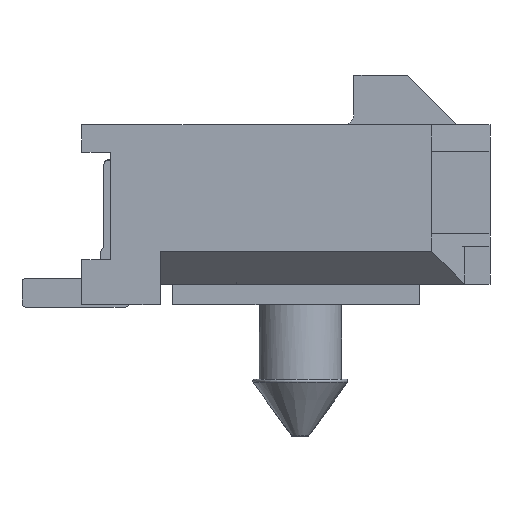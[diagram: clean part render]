
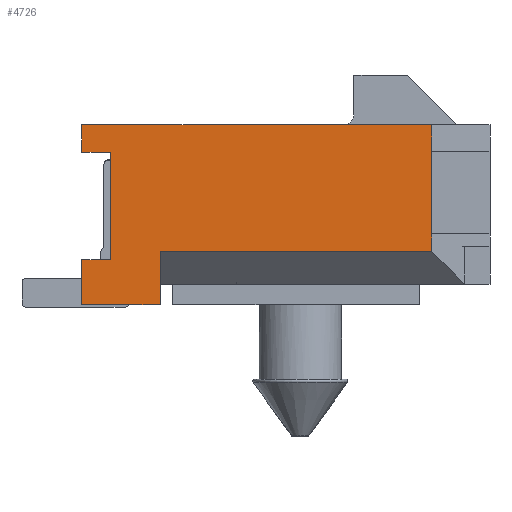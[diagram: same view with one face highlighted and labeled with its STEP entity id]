
A CAD part, left-side view. The second image highlights one B-rep face of the part: STEP entity #4726.
In plain terms, the highlighted planar face has unit normal (-1, 0, 0).
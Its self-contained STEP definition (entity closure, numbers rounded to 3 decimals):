
#600=ORIENTED_EDGE('',*,*,#1917,.T.);
#601=ORIENTED_EDGE('',*,*,#1918,.T.);
#602=ORIENTED_EDGE('',*,*,#1561,.F.);
#603=ORIENTED_EDGE('',*,*,#1919,.T.);
#604=ORIENTED_EDGE('',*,*,#1920,.F.);
#605=ORIENTED_EDGE('',*,*,#1921,.F.);
#606=ORIENTED_EDGE('',*,*,#1922,.F.);
#607=ORIENTED_EDGE('',*,*,#1662,.T.);
#608=ORIENTED_EDGE('',*,*,#1923,.T.);
#609=ORIENTED_EDGE('',*,*,#1924,.T.);
#610=ORIENTED_EDGE('',*,*,#1925,.T.);
#611=ORIENTED_EDGE('',*,*,#1926,.T.);
#1561=EDGE_CURVE('',#2255,#2256,#2695,.T.);
#1662=EDGE_CURVE('',#2354,#2353,#2796,.T.);
#1917=EDGE_CURVE('',#2541,#2542,#3051,.T.);
#1918=EDGE_CURVE('',#2542,#2256,#3052,.T.);
#1919=EDGE_CURVE('',#2255,#2543,#3053,.T.);
#1920=EDGE_CURVE('',#2544,#2543,#3054,.T.);
#1921=EDGE_CURVE('',#2545,#2544,#3055,.T.);
#1922=EDGE_CURVE('',#2354,#2545,#3056,.T.);
#1923=EDGE_CURVE('',#2353,#2546,#3057,.T.);
#1924=EDGE_CURVE('',#2546,#2547,#3058,.T.);
#1925=EDGE_CURVE('',#2547,#2548,#3059,.T.);
#1926=EDGE_CURVE('',#2548,#2541,#3060,.T.);
#2255=VERTEX_POINT('',#6549);
#2256=VERTEX_POINT('',#6551);
#2353=VERTEX_POINT('',#6763);
#2354=VERTEX_POINT('',#6765);
#2541=VERTEX_POINT('',#7255);
#2542=VERTEX_POINT('',#7256);
#2543=VERTEX_POINT('',#7259);
#2544=VERTEX_POINT('',#7261);
#2545=VERTEX_POINT('',#7263);
#2546=VERTEX_POINT('',#7266);
#2547=VERTEX_POINT('',#7268);
#2548=VERTEX_POINT('',#7270);
#2695=LINE('',#6550,#3319);
#2796=LINE('',#6764,#3420);
#3051=LINE('',#7254,#3675);
#3052=LINE('',#7257,#3676);
#3053=LINE('',#7258,#3677);
#3054=LINE('',#7260,#3678);
#3055=LINE('',#7262,#3679);
#3056=LINE('',#7264,#3680);
#3057=LINE('',#7265,#3681);
#3058=LINE('',#7267,#3682);
#3059=LINE('',#7269,#3683);
#3060=LINE('',#7271,#3684);
#3319=VECTOR('',#5286,1000.);
#3420=VECTOR('',#5417,1000.);
#3675=VECTOR('',#5768,1000.);
#3676=VECTOR('',#5769,1000.);
#3677=VECTOR('',#5770,1000.);
#3678=VECTOR('',#5771,1000.);
#3679=VECTOR('',#5772,1000.);
#3680=VECTOR('',#5773,1000.);
#3681=VECTOR('',#5774,1000.);
#3682=VECTOR('',#5775,1000.);
#3683=VECTOR('',#5776,1000.);
#3684=VECTOR('',#5777,1000.);
#3998=EDGE_LOOP('',(#600,#601,#602,#603,#604,#605,#606,#607,#608,#609,#610,
#611));
#4260=FACE_BOUND('',#3998,.T.);
#4511=PLANE('',#5006);
#4726=ADVANCED_FACE('',(#4260),#4511,.T.);
#5006=AXIS2_PLACEMENT_3D('',#7253,#5766,#5767);
#5286=DIRECTION('',(0.,0.,-1.));
#5417=DIRECTION('',(0.,1.,0.));
#5766=DIRECTION('',(-1.,0.,0.));
#5767=DIRECTION('',(0.,0.,1.));
#5768=DIRECTION('',(0.,0.,-1.));
#5769=DIRECTION('',(0.,-1.,0.));
#5770=DIRECTION('',(0.,-1.,0.));
#5771=DIRECTION('',(0.,0.,-1.));
#5772=DIRECTION('',(0.,0.,-1.));
#5773=DIRECTION('',(0.,0.,-1.));
#5774=DIRECTION('',(0.,0.,-1.));
#5775=DIRECTION('',(0.,-1.,0.));
#5776=DIRECTION('',(0.,0.,-1.));
#5777=DIRECTION('',(0.,1.,0.));
#6549=CARTESIAN_POINT('',(-7.825,3.05,-0.885));
#6550=CARTESIAN_POINT('',(-7.825,3.05,-1.685));
#6551=CARTESIAN_POINT('',(-7.825,3.05,-2.185));
#6763=CARTESIAN_POINT('',(-7.825,4.95,2.185));
#6764=CARTESIAN_POINT('',(-7.825,-4.95,2.185));
#6765=CARTESIAN_POINT('',(-7.825,-3.536,2.185));
#7253=CARTESIAN_POINT('',(-7.825,0.,0.));
#7254=CARTESIAN_POINT('',(-7.825,4.95,2.185));
#7255=CARTESIAN_POINT('',(-7.825,4.95,-1.085));
#7256=CARTESIAN_POINT('',(-7.825,4.95,-2.185));
#7257=CARTESIAN_POINT('',(-7.825,4.95,-2.185));
#7258=CARTESIAN_POINT('',(-7.825,0.,-0.885));
#7259=CARTESIAN_POINT('',(-7.825,-3.536,-0.885));
#7260=CARTESIAN_POINT('',(-7.825,-3.536,0.));
#7261=CARTESIAN_POINT('',(-7.825,-3.536,-0.465));
#7262=CARTESIAN_POINT('',(-7.825,-3.536,1.535));
#7263=CARTESIAN_POINT('',(-7.825,-3.536,1.535));
#7264=CARTESIAN_POINT('',(-7.825,-3.536,0.));
#7265=CARTESIAN_POINT('',(-7.825,4.95,2.185));
#7266=CARTESIAN_POINT('',(-7.825,4.95,1.515));
#7267=CARTESIAN_POINT('',(-7.825,0.,1.515));
#7268=CARTESIAN_POINT('',(-7.825,4.25,1.515));
#7269=CARTESIAN_POINT('',(-7.825,4.25,0.));
#7270=CARTESIAN_POINT('',(-7.825,4.25,-1.085));
#7271=CARTESIAN_POINT('',(-7.825,0.,-1.085));
